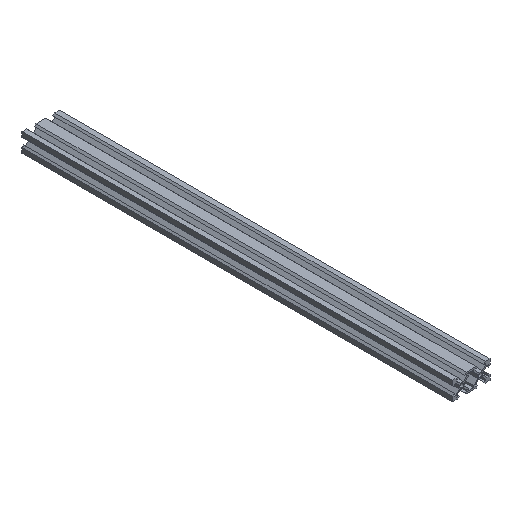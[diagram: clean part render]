
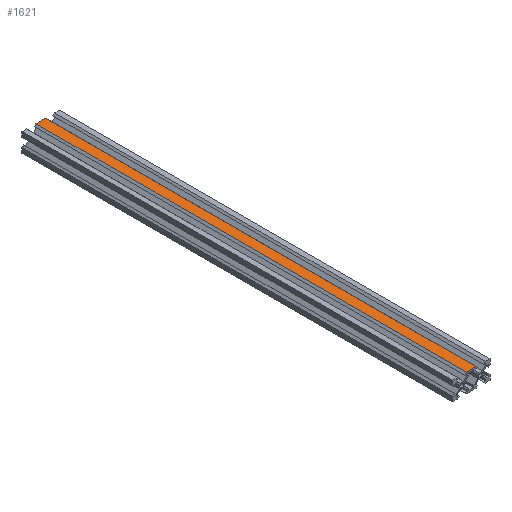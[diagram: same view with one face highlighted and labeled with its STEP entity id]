
A CAD part, isometric view. The second image highlights one B-rep face of the part: STEP entity #1621.
In plain terms, the highlighted planar face has unit normal (0, 0, 1).
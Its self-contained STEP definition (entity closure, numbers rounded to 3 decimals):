
#59=FACE_OUTER_BOUND('',#142,.T.);
#142=EDGE_LOOP('',(#1245,#1246,#1247,#1248));
#211=LINE('',#2207,#441);
#329=LINE('',#2450,#559);
#330=LINE('',#2453,#560);
#331=LINE('',#2454,#561);
#441=VECTOR('',#1789,10.);
#559=VECTOR('',#1977,10.);
#560=VECTOR('',#1980,10.);
#561=VECTOR('',#1981,10.);
#671=VERTEX_POINT('',#2204);
#672=VERTEX_POINT('',#2206);
#762=VERTEX_POINT('',#2448);
#763=VERTEX_POINT('',#2452);
#827=EDGE_CURVE('',#671,#672,#211,.T.);
#949=EDGE_CURVE('',#671,#762,#329,.T.);
#950=EDGE_CURVE('',#763,#762,#330,.T.);
#951=EDGE_CURVE('',#672,#763,#331,.T.);
#1245=ORIENTED_EDGE('',*,*,#949,.T.);
#1246=ORIENTED_EDGE('',*,*,#950,.F.);
#1247=ORIENTED_EDGE('',*,*,#951,.F.);
#1248=ORIENTED_EDGE('',*,*,#827,.F.);
#1541=PLANE('',#1719);
#1621=ADVANCED_FACE('',(#59),#1541,.T.);
#1719=AXIS2_PLACEMENT_3D('',#2451,#1978,#1979);
#1789=DIRECTION('',(-1.,0.,0.));
#1977=DIRECTION('',(0.,1.,0.));
#1978=DIRECTION('center_axis',(0.,0.,1.));
#1979=DIRECTION('ref_axis',(1.,0.,0.));
#1980=DIRECTION('',(1.,0.,0.));
#1981=DIRECTION('',(0.,1.,0.));
#2204=CARTESIAN_POINT('',(15.1,-230.,10.));
#2206=CARTESIAN_POINT('',(4.9,-230.,10.));
#2207=CARTESIAN_POINT('',(10.,-230.,10.));
#2448=CARTESIAN_POINT('',(15.1,230.,10.));
#2450=CARTESIAN_POINT('',(15.1,0.,10.));
#2451=CARTESIAN_POINT('Origin',(4.9,0.,10.));
#2452=CARTESIAN_POINT('',(4.9,230.,10.));
#2453=CARTESIAN_POINT('',(10.,230.,10.));
#2454=CARTESIAN_POINT('',(4.9,0.,10.));
